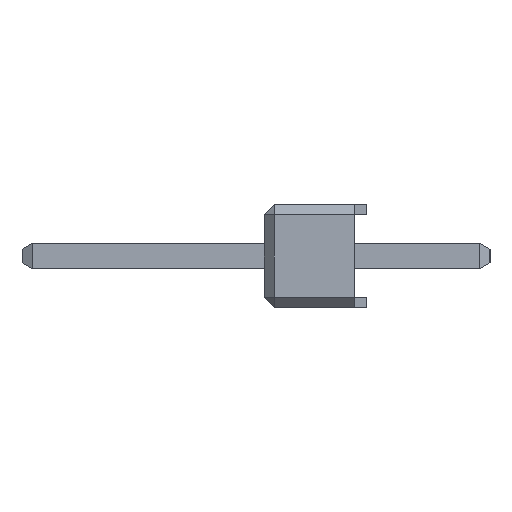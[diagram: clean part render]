
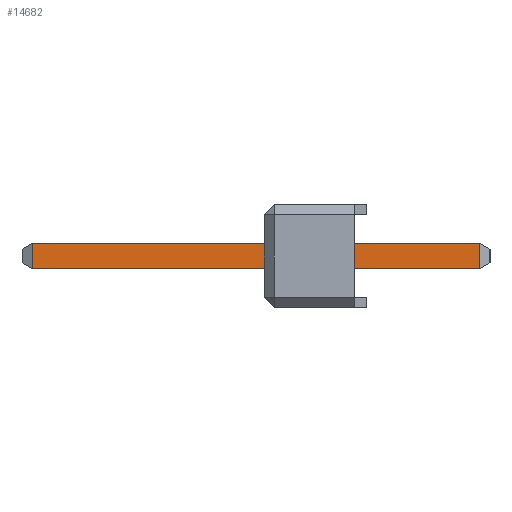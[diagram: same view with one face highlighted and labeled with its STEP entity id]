
A CAD part, left-side view. The second image highlights one B-rep face of the part: STEP entity #14682.
In plain terms, the highlighted planar face has unit normal (-1, 0, 0).
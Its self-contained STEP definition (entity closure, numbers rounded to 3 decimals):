
#128=FACE_OUTER_BOUND('',#1078,.T.);
#1078=EDGE_LOOP('',(#9555,#9556,#9557,#9558));
#2065=LINE('',#20634,#4155);
#2069=LINE('',#20643,#4159);
#2070=LINE('',#20644,#4160);
#2071=LINE('',#20645,#4161);
#4155=VECTOR('',#16642,1000.);
#4159=VECTOR('',#16648,1000.);
#4160=VECTOR('',#16649,1000.);
#4161=VECTOR('',#16650,1000.);
#6245=VERTEX_POINT('',#20632);
#6246=VERTEX_POINT('',#20633);
#6249=VERTEX_POINT('',#20641);
#6250=VERTEX_POINT('',#20642);
#7461=EDGE_CURVE('',#6245,#6246,#2065,.T.);
#7465=EDGE_CURVE('',#6249,#6250,#2069,.T.);
#7466=EDGE_CURVE('',#6249,#6245,#2070,.T.);
#7467=EDGE_CURVE('',#6246,#6250,#2071,.T.);
#9555=ORIENTED_EDGE('',*,*,#7465,.F.);
#9556=ORIENTED_EDGE('',*,*,#7466,.T.);
#9557=ORIENTED_EDGE('',*,*,#7461,.T.);
#9558=ORIENTED_EDGE('',*,*,#7467,.T.);
#13732=PLANE('',#15689);
#14682=ADVANCED_FACE('',(#128),#13732,.T.);
#15689=AXIS2_PLACEMENT_3D('',#20640,#16646,#16647);
#16642=DIRECTION('',(0.,1.,0.));
#16646=DIRECTION('center_axis',(-1.,0.,0.));
#16647=DIRECTION('ref_axis',(0.,0.,1.));
#16648=DIRECTION('',(0.,1.,0.));
#16649=DIRECTION('',(0.,0.,1.));
#16650=DIRECTION('',(0.,0.,-1.));
#20632=CARTESIAN_POINT('',(-0.32,-2.8,0.32));
#20633=CARTESIAN_POINT('',(-0.32,8.28,0.32));
#20634=CARTESIAN_POINT('',(-0.32,-3.06,0.32));
#20640=CARTESIAN_POINT('Origin',(-0.32,-3.06,0.32));
#20641=CARTESIAN_POINT('',(-0.32,-2.8,-0.32));
#20642=CARTESIAN_POINT('',(-0.32,8.28,-0.32));
#20643=CARTESIAN_POINT('',(-0.32,-3.06,-0.32));
#20644=CARTESIAN_POINT('',(-0.32,-2.8,0.32));
#20645=CARTESIAN_POINT('',(-0.32,8.28,0.32));
